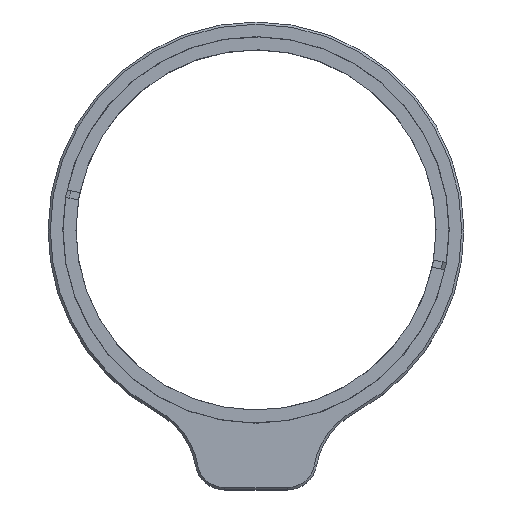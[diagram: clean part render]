
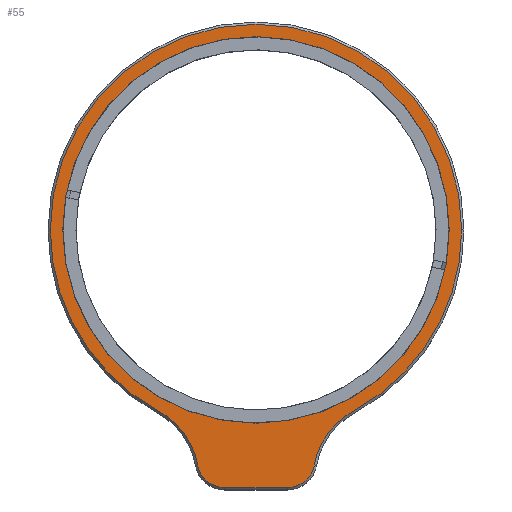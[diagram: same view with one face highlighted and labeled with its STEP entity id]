
A CAD part, top view. The second image highlights one B-rep face of the part: STEP entity #55.
In plain terms, the highlighted planar face has unit normal (0, 0, 1).
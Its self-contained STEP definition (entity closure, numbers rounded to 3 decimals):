
#15 = AXIS2_PLACEMENT_3D ( 'NONE', #1104, #3089, #2805 ) ;
#23 = VERTEX_POINT ( 'NONE', #2615 ) ;
#55 = ADVANCED_FACE ( 'NONE', ( #3358, #512 ), #3405, .T. ) ;
#56 = ORIENTED_EDGE ( 'NONE', *, *, #734, .T. ) ;
#60 = DIRECTION ( 'NONE',  ( 0., 0., 1. ) ) ;
#61 = VERTEX_POINT ( 'NONE', #2639 ) ;
#67 = CARTESIAN_POINT ( 'NONE',  ( 72.557, -29.267, 6.5 ) ) ;
#131 = CIRCLE ( 'NONE', #208, 27.7 ) ;
#149 = CARTESIAN_POINT ( 'NONE',  ( 68.915, -32.315, 6.5 ) ) ;
#154 = AXIS2_PLACEMENT_3D ( 'NONE', #1357, #60, #1370 ) ;
#208 = AXIS2_PLACEMENT_3D ( 'NONE', #2440, #2728, #2432 ) ;
#241 = CARTESIAN_POINT ( 'NONE',  ( 64.696, 2.385, 6.5 ) ) ;
#266 = CARTESIAN_POINT ( 'NONE',  ( 77.817, -22.011, 6.5 ) ) ;
#279 = AXIS2_PLACEMENT_3D ( 'NONE', #2983, #905, #2391 ) ;
#328 = CARTESIAN_POINT ( 'NONE',  ( 51.575, -22.011, 6.5 ) ) ;
#339 = DIRECTION ( 'NONE',  ( 1., 0., 0. ) ) ;
#367 = CARTESIAN_POINT ( 'NONE',  ( 60.477, -28.615, 6.5 ) ) ;
#399 = CIRCLE ( 'NONE', #455, 26.025 ) ;
#405 = CIRCLE ( 'NONE', #15, 3.7 ) ;
#455 = AXIS2_PLACEMENT_3D ( 'NONE', #1735, #2571, #883 ) ;
#512 = FACE_BOUND ( 'NONE', #939, .T. ) ;
#532 = EDGE_CURVE ( 'NONE', #808, #23, #131, .T. ) ;
#597 = EDGE_CURVE ( 'NONE', #2608, #1761, #2885, .T. ) ;
#655 = AXIS2_PLACEMENT_3D ( 'NONE', #2015, #1446, #3144 ) ;
#660 = DIRECTION ( 'NONE',  ( 0., 0., 1. ) ) ;
#716 = EDGE_CURVE ( 'NONE', #1761, #2608, #399, .T. ) ;
#734 = EDGE_CURVE ( 'NONE', #2346, #3424, #788, .T. ) ;
#750 = ORIENTED_EDGE ( 'NONE', *, *, #1103, .T. ) ;
#788 = CIRCLE ( 'NONE', #965, 3.7 ) ;
#808 = VERTEX_POINT ( 'NONE', #266 ) ;
#812 = ORIENTED_EDGE ( 'NONE', *, *, #1032, .T. ) ;
#883 = DIRECTION ( 'NONE',  ( 1., 0., 0. ) ) ;
#905 = DIRECTION ( 'NONE',  ( 0., 0., 1. ) ) ;
#906 = DIRECTION ( 'NONE',  ( 0., 0., -1. ) ) ;
#920 = CIRCLE ( 'NONE', #1908, 27.7 ) ;
#939 = EDGE_LOOP ( 'NONE', ( #2443, #3425 ) ) ;
#965 = AXIS2_PLACEMENT_3D ( 'NONE', #367, #660, #1464 ) ;
#988 = ORIENTED_EDGE ( 'NONE', *, *, #2859, .T. ) ;
#1032 = EDGE_CURVE ( 'NONE', #2428, #3229, #405, .T. ) ;
#1066 = DIRECTION ( 'NONE',  ( 1., 0., 0. ) ) ;
#1103 = EDGE_CURVE ( 'NONE', #3416, #2346, #3518, .T. ) ;
#1104 = CARTESIAN_POINT ( 'NONE',  ( 68.915, -28.615, 6.5 ) ) ;
#1357 = CARTESIAN_POINT ( 'NONE',  ( 64.696, 2.385, 6.5 ) ) ;
#1370 = DIRECTION ( 'NONE',  ( 1., 0., 0. ) ) ;
#1423 = ORIENTED_EDGE ( 'NONE', *, *, #2881, .T. ) ;
#1446 = DIRECTION ( 'NONE',  ( 0., 0., -1. ) ) ;
#1464 = DIRECTION ( 'NONE',  ( 1., 0., 0. ) ) ;
#1539 = AXIS2_PLACEMENT_3D ( 'NONE', #2196, #3640, #1637 ) ;
#1570 = CIRCLE ( 'NONE', #154, 27.7 ) ;
#1589 = CARTESIAN_POINT ( 'NONE',  ( 68.915, -32.315, 6.5 ) ) ;
#1624 = EDGE_LOOP ( 'NONE', ( #812, #3420, #1896, #988, #1423, #750, #56, #2923 ) ) ;
#1637 = DIRECTION ( 'NONE',  ( 1., 0., 0. ) ) ;
#1735 = CARTESIAN_POINT ( 'NONE',  ( 64.696, 2.385, 6.5 ) ) ;
#1761 = VERTEX_POINT ( 'NONE', #3033 ) ;
#1826 = VECTOR ( 'NONE', #3646, 1000. ) ;
#1869 = EDGE_CURVE ( 'NONE', #3229, #808, #1897, .T. ) ;
#1896 = ORIENTED_EDGE ( 'NONE', *, *, #532, .T. ) ;
#1897 = CIRCLE ( 'NONE', #655, 10.3 ) ;
#1908 = AXIS2_PLACEMENT_3D ( 'NONE', #241, #1941, #1066 ) ;
#1941 = DIRECTION ( 'NONE',  ( 0., 0., 1. ) ) ;
#1983 = CARTESIAN_POINT ( 'NONE',  ( 64.696, 2.385, 6.5 ) ) ;
#2015 = CARTESIAN_POINT ( 'NONE',  ( 82.696, -31.082, 6.5 ) ) ;
#2107 = AXIS2_PLACEMENT_3D ( 'NONE', #1983, #906, #339 ) ;
#2196 = CARTESIAN_POINT ( 'NONE',  ( 46.696, -31.082, 6.5 ) ) ;
#2346 = VERTEX_POINT ( 'NONE', #2373 ) ;
#2373 = CARTESIAN_POINT ( 'NONE',  ( 56.835, -29.267, 6.5 ) ) ;
#2391 = DIRECTION ( 'NONE',  ( 1., 0., 0. ) ) ;
#2428 = VERTEX_POINT ( 'NONE', #149 ) ;
#2432 = DIRECTION ( 'NONE',  ( 1., 0., 0. ) ) ;
#2440 = CARTESIAN_POINT ( 'NONE',  ( 64.696, 2.385, 6.5 ) ) ;
#2443 = ORIENTED_EDGE ( 'NONE', *, *, #716, .T. ) ;
#2571 = DIRECTION ( 'NONE',  ( 0., 0., -1. ) ) ;
#2608 = VERTEX_POINT ( 'NONE', #3355 ) ;
#2615 = CARTESIAN_POINT ( 'NONE',  ( 92.396, 2.385, 6.5 ) ) ;
#2639 = CARTESIAN_POINT ( 'NONE',  ( 36.996, 2.385, 6.5 ) ) ;
#2728 = DIRECTION ( 'NONE',  ( 0., 0., 1. ) ) ;
#2760 = EDGE_CURVE ( 'NONE', #3424, #2428, #3353, .T. ) ;
#2805 = DIRECTION ( 'NONE',  ( 1., 0., 0. ) ) ;
#2859 = EDGE_CURVE ( 'NONE', #23, #61, #920, .T. ) ;
#2881 = EDGE_CURVE ( 'NONE', #61, #3416, #1570, .T. ) ;
#2885 = CIRCLE ( 'NONE', #2107, 26.025 ) ;
#2907 = CARTESIAN_POINT ( 'NONE',  ( 60.477, -32.315, 6.5 ) ) ;
#2923 = ORIENTED_EDGE ( 'NONE', *, *, #2760, .T. ) ;
#2983 = CARTESIAN_POINT ( 'NONE',  ( 82.696, -31.082, 6.5 ) ) ;
#3033 = CARTESIAN_POINT ( 'NONE',  ( 90.721, 2.385, 6.5 ) ) ;
#3089 = DIRECTION ( 'NONE',  ( 0., 0., 1. ) ) ;
#3144 = DIRECTION ( 'NONE',  ( 1., 0., 0. ) ) ;
#3229 = VERTEX_POINT ( 'NONE', #67 ) ;
#3353 = LINE ( 'NONE', #1589, #1826 ) ;
#3355 = CARTESIAN_POINT ( 'NONE',  ( 38.671, 2.385, 6.5 ) ) ;
#3358 = FACE_OUTER_BOUND ( 'NONE', #1624, .T. ) ;
#3405 = PLANE ( 'NONE',  #279 ) ;
#3416 = VERTEX_POINT ( 'NONE', #328 ) ;
#3420 = ORIENTED_EDGE ( 'NONE', *, *, #1869, .T. ) ;
#3424 = VERTEX_POINT ( 'NONE', #2907 ) ;
#3425 = ORIENTED_EDGE ( 'NONE', *, *, #597, .T. ) ;
#3518 = CIRCLE ( 'NONE', #1539, 10.3 ) ;
#3640 = DIRECTION ( 'NONE',  ( 0., 0., -1. ) ) ;
#3646 = DIRECTION ( 'NONE',  ( 1., 0., 0. ) ) ;
